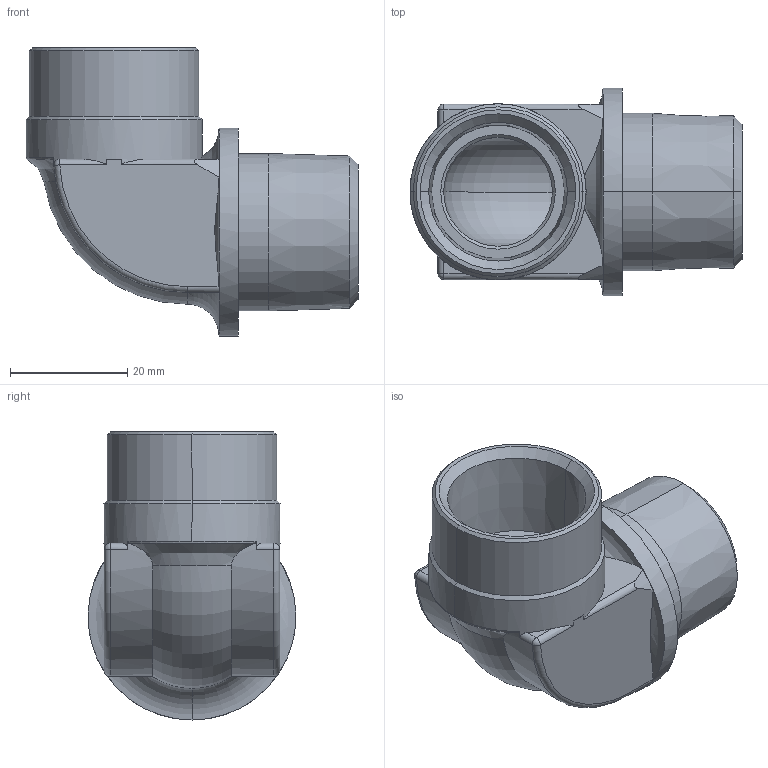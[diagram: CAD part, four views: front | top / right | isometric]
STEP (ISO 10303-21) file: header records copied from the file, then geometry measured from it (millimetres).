
FILE_DESCRIPTION (( 'STEP AP203' ), '1' );
FILE_NAME ('787DT2T2.STEP', '2017-02-03T15:53:25', ( '' ), ( '' ), 'SwSTEP 2.0', 'SolidWorks 2014', '' );
FILE_SCHEMA (( 'CONFIG_CONTROL_DESIGN' ));
Length unit declared in the file: millimetre
Products named in the file (1): 787DT2T2
Bounding box: 56.75 x 35.5 x 49.25 mm (x, y, z)
Volume: 23296.8 mm3; surface area: 11644.2 mm2
Topology: 1 solids, 1 shells, 76 faces, 179 edges, 105 vertices
Faces by surface type: cylinder 22, plane 20, cone 16, torus 12, bspline 4, sphere 2
Entity records: 2681 total; most frequent: CARTESIAN_POINT 921, ORIENTED_EDGE 354, DIRECTION 352, EDGE_CURVE 177, AXIS2_PLACEMENT_3D 146, VERTEX_POINT 105, EDGE_LOOP 80, FACE_OUTER_BOUND 76
